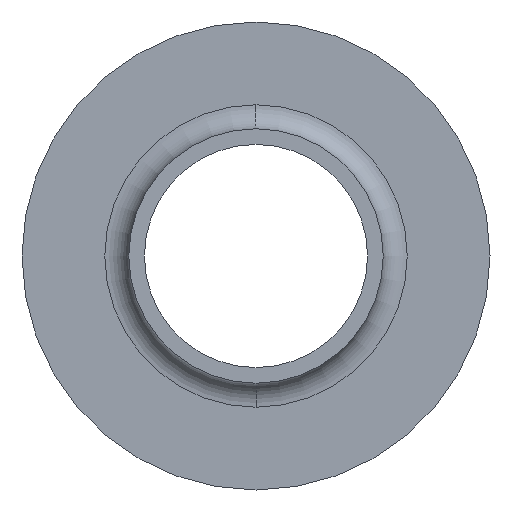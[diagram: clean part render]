
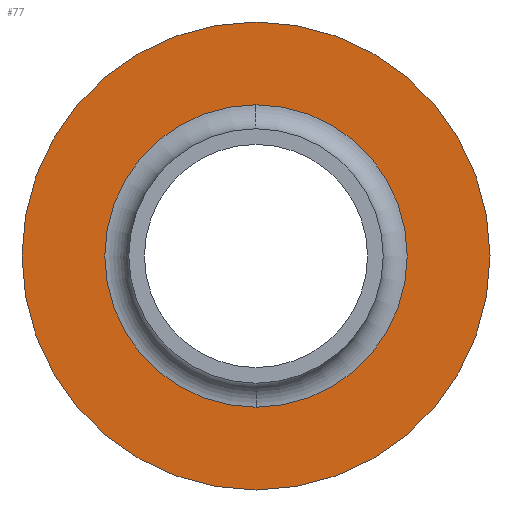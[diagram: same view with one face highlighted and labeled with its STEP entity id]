
A CAD part, front view. The second image highlights one B-rep face of the part: STEP entity #77.
In plain terms, the highlighted planar face has unit normal (0, -1, 0).
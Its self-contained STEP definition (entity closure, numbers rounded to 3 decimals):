
#77=ADVANCED_FACE('',(#142,#143),#144,.T.);
#142=FACE_OUTER_BOUND('',#199,.T.);
#143=FACE_BOUND('',#200,.T.);
#144=PLANE('',#201);
#199=EDGE_LOOP('',(#280,#281));
#200=EDGE_LOOP('',(#282,#283,#284));
#201=AXIS2_PLACEMENT_3D('',#285,#286,#287);
#280=ORIENTED_EDGE('',*,*,#362,.F.);
#281=ORIENTED_EDGE('',*,*,#375,.F.);
#282=ORIENTED_EDGE('',*,*,#369,.T.);
#283=ORIENTED_EDGE('',*,*,#372,.T.);
#284=ORIENTED_EDGE('',*,*,#370,.T.);
#285=CARTESIAN_POINT('',(-32.1,-3.5,0.0));
#286=DIRECTION('',(0.0,-1.0,0.0));
#287=DIRECTION('',(1.0,0.0,0.0));
#362=EDGE_CURVE('',#420,#423,#424,.T.);
#369=EDGE_CURVE('',#435,#433,#436,.T.);
#370=EDGE_CURVE('',#430,#435,#437,.T.);
#372=EDGE_CURVE('',#433,#430,#439,.T.);
#375=EDGE_CURVE('',#423,#420,#442,.T.);
#420=VERTEX_POINT('',#492);
#423=VERTEX_POINT('',#496);
#424=CIRCLE('',#497,39.0);
#430=VERTEX_POINT('',#504);
#433=VERTEX_POINT('',#507);
#435=VERTEX_POINT('',#509);
#436=CIRCLE('',#510,25.2);
#437=CIRCLE('',#511,25.2);
#439=CIRCLE('',#513,25.2);
#442=CIRCLE('',#516,39.0);
#492=CARTESIAN_POINT('',(-39.0,-3.5,0.0));
#496=CARTESIAN_POINT('',(39.0,-3.5,0.));
#497=AXIS2_PLACEMENT_3D('',#566,#567,#568);
#504=CARTESIAN_POINT('',(0.,-3.5,-25.2));
#507=CARTESIAN_POINT('',(0.,-3.5,25.2));
#509=CARTESIAN_POINT('',(-25.2,-3.5,0.0));
#510=AXIS2_PLACEMENT_3D('',#582,#583,#584);
#511=AXIS2_PLACEMENT_3D('',#585,#586,#587);
#513=AXIS2_PLACEMENT_3D('',#588,#589,#590);
#516=AXIS2_PLACEMENT_3D('',#594,#595,#596);
#566=CARTESIAN_POINT('',(0.0,-3.5,0.0));
#567=DIRECTION('',(0.0,1.0,0.0));
#568=DIRECTION('',(-1.0,0.0,0.0));
#582=CARTESIAN_POINT('',(0.0,-3.5,0.0));
#583=DIRECTION('',(0.0,1.0,0.0));
#584=DIRECTION('',(-1.0,0.0,0.0));
#585=CARTESIAN_POINT('',(0.0,-3.5,0.0));
#586=DIRECTION('',(0.0,1.0,0.0));
#587=DIRECTION('',(-1.0,0.0,0.0));
#588=CARTESIAN_POINT('',(0.0,-3.5,0.0));
#589=DIRECTION('',(0.0,1.0,0.0));
#590=DIRECTION('',(-1.0,0.0,0.0));
#594=CARTESIAN_POINT('',(0.0,-3.5,0.0));
#595=DIRECTION('',(0.0,1.0,0.0));
#596=DIRECTION('',(-1.0,0.0,0.0));
